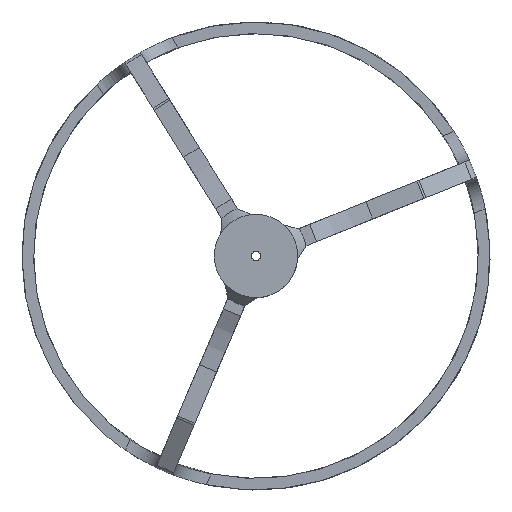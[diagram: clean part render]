
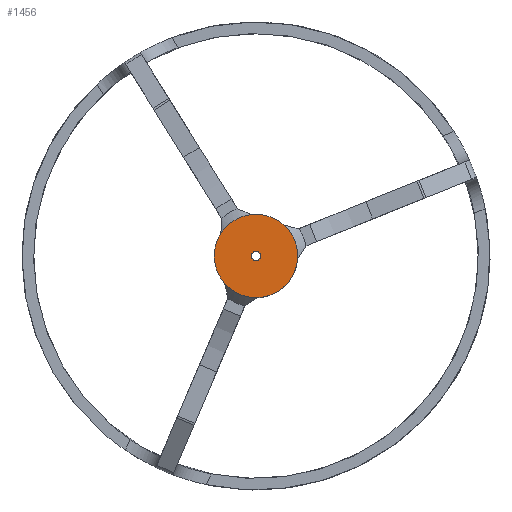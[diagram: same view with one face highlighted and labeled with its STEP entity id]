
A CAD part, front view. The second image highlights one B-rep face of the part: STEP entity #1456.
In plain terms, the highlighted planar face has unit normal (0, -1, 0).
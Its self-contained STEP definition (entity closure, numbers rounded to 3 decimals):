
#20=FACE_BOUND('',#498,.T.);
#62=CIRCLE('',#1521,9.);
#65=CIRCLE('',#1527,9.);
#66=CIRCLE('',#1529,9.);
#81=CIRCLE('',#1556,9.);
#83=CIRCLE('',#1560,9.);
#85=CIRCLE('',#1564,9.);
#93=CIRCLE('',#1580,1.);
#366=PLANE('',#1583);
#423=FACE_OUTER_BOUND('',#497,.T.);
#497=EDGE_LOOP('',(#1206,#1207,#1208,#1209,#1210,#1211));
#498=EDGE_LOOP('',(#1212));
#610=VERTEX_POINT('',#2259);
#611=VERTEX_POINT('',#2260);
#620=VERTEX_POINT('',#2293);
#621=VERTEX_POINT('',#2297);
#677=VERTEX_POINT('',#2563);
#680=VERTEX_POINT('',#2584);
#689=VERTEX_POINT('',#2631);
#770=EDGE_CURVE('',#610,#611,#62,.T.);
#784=EDGE_CURVE('',#611,#620,#65,.T.);
#785=EDGE_CURVE('',#621,#610,#66,.T.);
#856=EDGE_CURVE('',#677,#621,#81,.T.);
#861=EDGE_CURVE('',#680,#677,#83,.T.);
#867=EDGE_CURVE('',#620,#680,#85,.T.);
#881=EDGE_CURVE('',#689,#689,#93,.T.);
#1206=ORIENTED_EDGE('',*,*,#861,.T.);
#1207=ORIENTED_EDGE('',*,*,#856,.T.);
#1208=ORIENTED_EDGE('',*,*,#785,.T.);
#1209=ORIENTED_EDGE('',*,*,#770,.T.);
#1210=ORIENTED_EDGE('',*,*,#784,.T.);
#1211=ORIENTED_EDGE('',*,*,#867,.T.);
#1212=ORIENTED_EDGE('',*,*,#881,.T.);
#1456=ADVANCED_FACE('',(#423,#20),#366,.F.);
#1521=AXIS2_PLACEMENT_3D('',#2261,#1698,#1699);
#1527=AXIS2_PLACEMENT_3D('',#2295,#1718,#1719);
#1529=AXIS2_PLACEMENT_3D('',#2298,#1722,#1723);
#1556=AXIS2_PLACEMENT_3D('',#2570,#1821,#1822);
#1560=AXIS2_PLACEMENT_3D('',#2585,#1830,#1831);
#1564=AXIS2_PLACEMENT_3D('',#2603,#1839,#1840);
#1580=AXIS2_PLACEMENT_3D('',#2632,#1877,#1878);
#1583=AXIS2_PLACEMENT_3D('',#2637,#1884,#1885);
#1698=DIRECTION('center_axis',(0.,-1.,0.));
#1699=DIRECTION('ref_axis',(1.,0.,0.));
#1718=DIRECTION('center_axis',(0.,-1.,0.));
#1719=DIRECTION('ref_axis',(1.,0.,0.));
#1722=DIRECTION('center_axis',(0.,-1.,0.));
#1723=DIRECTION('ref_axis',(1.,0.,0.));
#1821=DIRECTION('center_axis',(0.,-1.,0.));
#1822=DIRECTION('ref_axis',(1.,0.,0.));
#1830=DIRECTION('center_axis',(0.,-1.,0.));
#1831=DIRECTION('ref_axis',(1.,0.,0.));
#1839=DIRECTION('center_axis',(0.,-1.,0.));
#1840=DIRECTION('ref_axis',(1.,0.,0.));
#1877=DIRECTION('center_axis',(0.,1.,0.));
#1878=DIRECTION('ref_axis',(1.,0.,0.));
#1884=DIRECTION('center_axis',(0.,1.,0.));
#1885=DIRECTION('ref_axis',(1.,0.,0.));
#2259=CARTESIAN_POINT('',(-26.724,6.715,-130.227));
#2260=CARTESIAN_POINT('',(-29.627,6.715,-123.012));
#2261=CARTESIAN_POINT('Origin',(-35.706,6.715,-129.648));
#2293=CARTESIAN_POINT('',(-36.695,6.715,-120.703));
#2295=CARTESIAN_POINT('Origin',(-35.706,6.715,-129.648));
#2297=CARTESIAN_POINT('',(-35.311,6.715,-138.64));
#2298=CARTESIAN_POINT('Origin',(-35.706,6.715,-129.648));
#2563=CARTESIAN_POINT('',(-42.465,6.715,-135.59));
#2570=CARTESIAN_POINT('Origin',(-35.706,6.715,-129.648));
#2584=CARTESIAN_POINT('',(-43.297,6.715,-124.814));
#2585=CARTESIAN_POINT('Origin',(-35.706,6.715,-129.648));
#2603=CARTESIAN_POINT('Origin',(-35.706,6.715,-129.648));
#2631=CARTESIAN_POINT('',(-36.706,6.715,-129.648));
#2632=CARTESIAN_POINT('Origin',(-35.706,6.715,-129.648));
#2637=CARTESIAN_POINT('Origin',(-35.706,6.715,-129.648));
